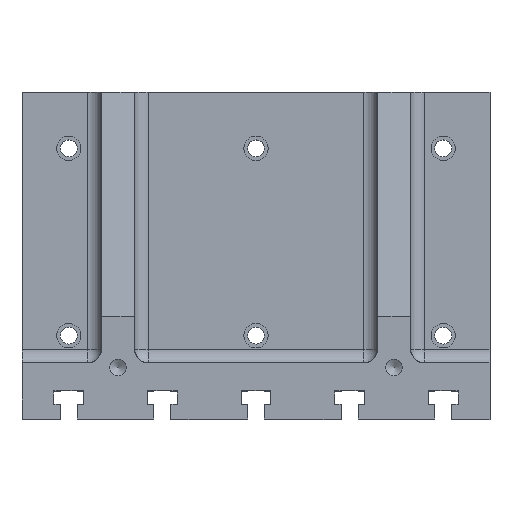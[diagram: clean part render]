
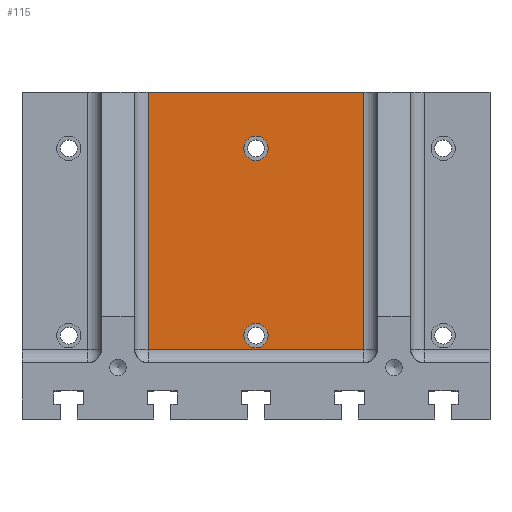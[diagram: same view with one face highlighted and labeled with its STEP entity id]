
A CAD part, top view. The second image highlights one B-rep face of the part: STEP entity #115.
In plain terms, the highlighted planar face has unit normal (0, 0, 1).
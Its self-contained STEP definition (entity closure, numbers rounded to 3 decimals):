
#115 = ADVANCED_FACE( '', ( #728, #729, #730 ), #731, .F. );
#728 = FACE_BOUND( '', #3262, .T. );
#729 = FACE_BOUND( '', #3263, .T. );
#730 = FACE_OUTER_BOUND( '', #3264, .T. );
#731 = PLANE( '', #3265 );
#3262 = EDGE_LOOP( '', ( #5234 ) );
#3263 = EDGE_LOOP( '', ( #5235 ) );
#3264 = EDGE_LOOP( '', ( #5236, #5237, #5238, #5239 ) );
#3265 = AXIS2_PLACEMENT_3D( '', #5240, #5241, #5242 );
#5234 = ORIENTED_EDGE( '', *, *, #9625, .T. );
#5235 = ORIENTED_EDGE( '', *, *, #9626, .T. );
#5236 = ORIENTED_EDGE( '', *, *, #9627, .T. );
#5237 = ORIENTED_EDGE( '', *, *, #9361, .T. );
#5238 = ORIENTED_EDGE( '', *, *, #9615, .T. );
#5239 = ORIENTED_EDGE( '', *, *, #9505, .T. );
#5240 = CARTESIAN_POINT( '', ( 250., 350., 35. ) );
#5241 = DIRECTION( '', ( 0., 0., -1. ) );
#5242 = DIRECTION( '', ( 0., 1., 0. ) );
#9361 = EDGE_CURVE( '', #10810, #10807, #10811, .F. );
#9505 = EDGE_CURVE( '', #11073, #11070, #11074, .F. );
#9615 = EDGE_CURVE( '', #10807, #11073, #11284, .T. );
#9625 = EDGE_CURVE( '', #11299, #11299, #11300, .T. );
#9626 = EDGE_CURVE( '', #11301, #11301, #11302, .T. );
#9627 = EDGE_CURVE( '', #11070, #10810, #11303, .F. );
#10807 = VERTEX_POINT( '', #13218 );
#10810 = VERTEX_POINT( '', #13221 );
#10811 = LINE( '', #13222, #13223 );
#11070 = VERTEX_POINT( '', #14270 );
#11073 = VERTEX_POINT( '', #14273 );
#11074 = LINE( '', #14274, #14275 );
#11284 = LINE( '', #14648, #14649 );
#11299 = VERTEX_POINT( '', #14671 );
#11300 = CIRCLE( '', #14672, 13. );
#11301 = VERTEX_POINT( '', #14673 );
#11302 = CIRCLE( '', #14674, 13. );
#11303 = LINE( '', #14675, #14676 );
#13218 = CARTESIAN_POINT( '', ( 115., 350., 35. ) );
#13221 = CARTESIAN_POINT( '', ( 115., 75., 35. ) );
#13222 = CARTESIAN_POINT( '', ( 115., 350., 35. ) );
#13223 = VECTOR( '', #17879, 1000. );
#14270 = CARTESIAN_POINT( '', ( -115., 75., 35. ) );
#14273 = CARTESIAN_POINT( '', ( -115., 350., 35. ) );
#14274 = CARTESIAN_POINT( '', ( -115., 75., 35. ) );
#14275 = VECTOR( '', #18083, 1000. );
#14648 = CARTESIAN_POINT( '', ( 250., 350., 35. ) );
#14649 = VECTOR( '', #18223, 1000. );
#14671 = CARTESIAN_POINT( '', ( 0., 77., 35. ) );
#14672 = AXIS2_PLACEMENT_3D( '', #18237, #18238, #18239 );
#14673 = CARTESIAN_POINT( '', ( 0., 277., 35. ) );
#14674 = AXIS2_PLACEMENT_3D( '', #18240, #18241, #18242 );
#14675 = CARTESIAN_POINT( '', ( 250., 75., 35. ) );
#14676 = VECTOR( '', #18243, 1000. );
#17879 = DIRECTION( '', ( 0., -1., 0. ) );
#18083 = DIRECTION( '', ( 0., 1., 0. ) );
#18223 = DIRECTION( '', ( -1., 0., 0. ) );
#18237 = CARTESIAN_POINT( '', ( 0., 90., 35. ) );
#18238 = DIRECTION( '', ( 0., 0., -1. ) );
#18239 = DIRECTION( '', ( 0., -1., 0. ) );
#18240 = CARTESIAN_POINT( '', ( 0., 290., 35. ) );
#18241 = DIRECTION( '', ( 0., 0., -1. ) );
#18242 = DIRECTION( '', ( 0., -1., 0. ) );
#18243 = DIRECTION( '', ( -1., 0., 0. ) );
